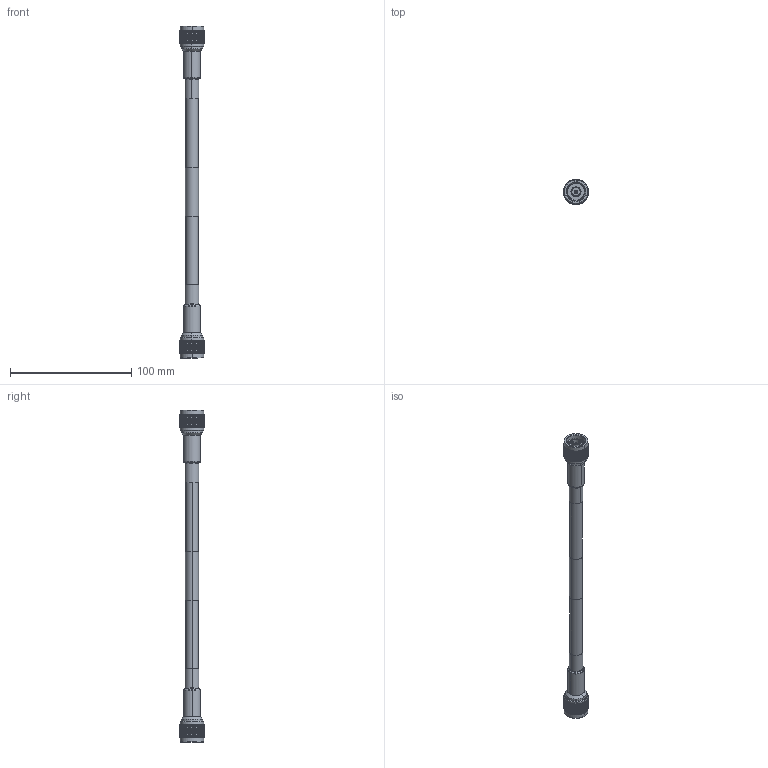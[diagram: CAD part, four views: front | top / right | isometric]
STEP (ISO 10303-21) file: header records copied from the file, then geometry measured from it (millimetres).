
FILE_DESCRIPTION (( 'STEP AP214' ), '1' );
FILE_NAME ('FMCA9989_3D.step', '2024-01-19T19:42:58', ( '' ), ( '' ), 'SwSTEP 2.0', 'SolidWorks 2022', '' );
FILE_SCHEMA (( 'AUTOMOTIVE_DESIGN' ));
Products named in the file (5): Copy of Heatshrink_LMR-400-1_240177^FMCA9989; Copy of Cable_LMR-400-DB_240177^FMCA9989_WITH LABEL; FMCA9989_3D; Copy (2) of PE4550 ¦ SC9116^FMCA9989; Copy of PE4550 ¦ SC9116^FMCA9989
Assembly tree (5 placements, depth 2):
  FMCA9989_3D
    Copy of Cable_LMR-400-DB_240177^FMCA9989_WITH LABEL
    Copy of Heatshrink_LMR-400-1_240177^FMCA9989  x2
    Copy (2) of PE4550 ¦ SC9116^FMCA9989
    Copy of PE4550 ¦ SC9116^FMCA9989
Bounding box: 20.32 x 20.32 x 273.51 mm (x, y, z)
Volume: 38876.1 mm3; surface area: 20888.2 mm2
Topology: 7 solids, 7 shells, 5498 faces, 11530 edges, 6062 vertices
Faces by surface type: bspline 4326, cylinder 1048, plane 62, cone 50, torus 12
Entity records: 207954 total; most frequent: CARTESIAN_POINT 138500, ORIENTED_EDGE 23016, EDGE_CURVE 11508, VERTEX_POINT 6050, EDGE_LOOP 5506, ADVANCED_FACE 5486, FACE_OUTER_BOUND 5486, B_SPLINE_CURVE_WITH_KNOTS 5074
